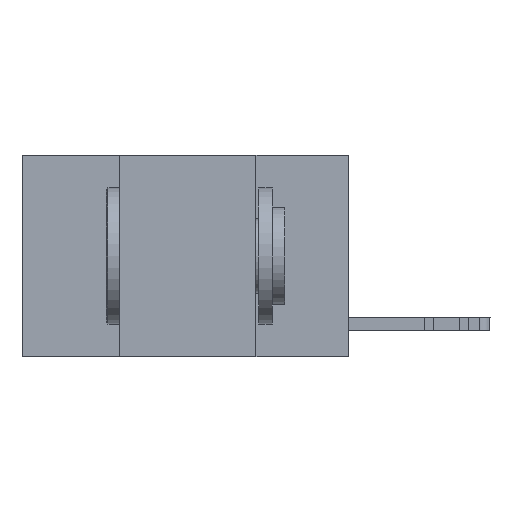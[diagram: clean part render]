
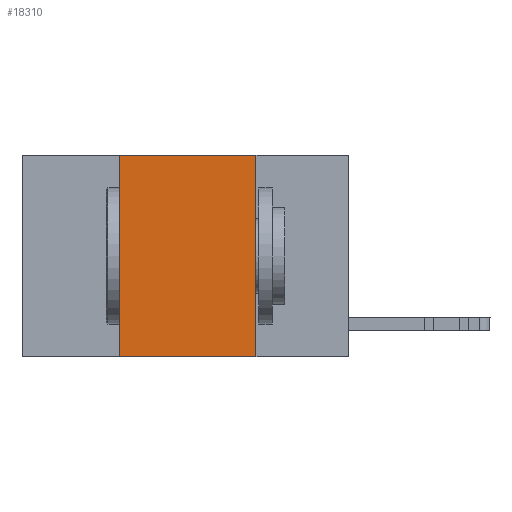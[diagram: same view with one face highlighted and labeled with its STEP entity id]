
A CAD part, left-side view. The second image highlights one B-rep face of the part: STEP entity #18310.
In plain terms, the highlighted planar face has unit normal (-1, 0, 0).
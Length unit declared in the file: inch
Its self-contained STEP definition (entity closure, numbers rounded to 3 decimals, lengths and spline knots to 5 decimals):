
#1603 = CARTESIAN_POINT ( 'NONE',  ( 0., 0.42, 0. ) ) ;
#1837 = DIRECTION ( 'NONE',  ( 0., 0., -1. ) ) ;
#2185 = VERTEX_POINT ( 'NONE', #7407 ) ;
#3234 = LINE ( 'NONE', #1603, #20417 ) ;
#3694 = ORIENTED_EDGE ( 'NONE', *, *, #26149, .F. ) ;
#4133 = PLANE ( 'NONE',  #16147 ) ;
#4761 = VERTEX_POINT ( 'NONE', #9976 ) ;
#5052 = CARTESIAN_POINT ( 'NONE',  ( 0., 0.17, -0.37 ) ) ;
#7407 = CARTESIAN_POINT ( 'NONE',  ( 0., 0.42, 0. ) ) ;
#7798 = EDGE_LOOP ( 'NONE', ( #3694, #28001, #24714, #16391 ) ) ;
#8790 = CARTESIAN_POINT ( 'NONE',  ( 0., 0.17, 0. ) ) ;
#9976 = CARTESIAN_POINT ( 'NONE',  ( 0., 0.42, -0.37 ) ) ;
#12413 = EDGE_CURVE ( 'NONE', #2185, #29268, #22253, .T. ) ;
#14678 = VERTEX_POINT ( 'NONE', #5052 ) ;
#15826 = DIRECTION ( 'NONE',  ( 0., 0., -1. ) ) ;
#15842 = DIRECTION ( 'NONE',  ( 1., 0., 0. ) ) ;
#16147 = AXIS2_PLACEMENT_3D ( 'NONE', #29738, #15842, #1837 ) ;
#16391 = ORIENTED_EDGE ( 'NONE', *, *, #19446, .T. ) ;
#18310 = ADVANCED_FACE ( 'NONE', ( #21680 ), #4133, .F. ) ;
#18440 = CARTESIAN_POINT ( 'NONE',  ( 0., 0.6, -0.37 ) ) ;
#19446 = EDGE_CURVE ( 'NONE', #4761, #14678, #21975, .T. ) ;
#20417 = VECTOR ( 'NONE', #29616, 39.37008 ) ;
#20524 = EDGE_CURVE ( 'NONE', #4761, #2185, #3234, .T. ) ;
#21354 = LINE ( 'NONE', #8790, #26802 ) ;
#21680 = FACE_OUTER_BOUND ( 'NONE', #7798, .T. ) ;
#21975 = LINE ( 'NONE', #18440, #25977 ) ;
#22253 = LINE ( 'NONE', #28802, #27663 ) ;
#24538 = CARTESIAN_POINT ( 'NONE',  ( 0., 0.17, 0. ) ) ;
#24714 = ORIENTED_EDGE ( 'NONE', *, *, #20524, .F. ) ;
#25379 = DIRECTION ( 'NONE',  ( 0., -1., 0. ) ) ;
#25977 = VECTOR ( 'NONE', #25379, 39.37008 ) ;
#26149 = EDGE_CURVE ( 'NONE', #29268, #14678, #21354, .T. ) ;
#26802 = VECTOR ( 'NONE', #15826, 39.37008 ) ;
#27663 = VECTOR ( 'NONE', #28904, 39.37008 ) ;
#28001 = ORIENTED_EDGE ( 'NONE', *, *, #12413, .F. ) ;
#28802 = CARTESIAN_POINT ( 'NONE',  ( 0., 0.6, 0. ) ) ;
#28904 = DIRECTION ( 'NONE',  ( 0., -1., 0. ) ) ;
#29268 = VERTEX_POINT ( 'NONE', #24538 ) ;
#29616 = DIRECTION ( 'NONE',  ( 0., 0., 1. ) ) ;
#29738 = CARTESIAN_POINT ( 'NONE',  ( 0., 0.6, 0. ) ) ;
